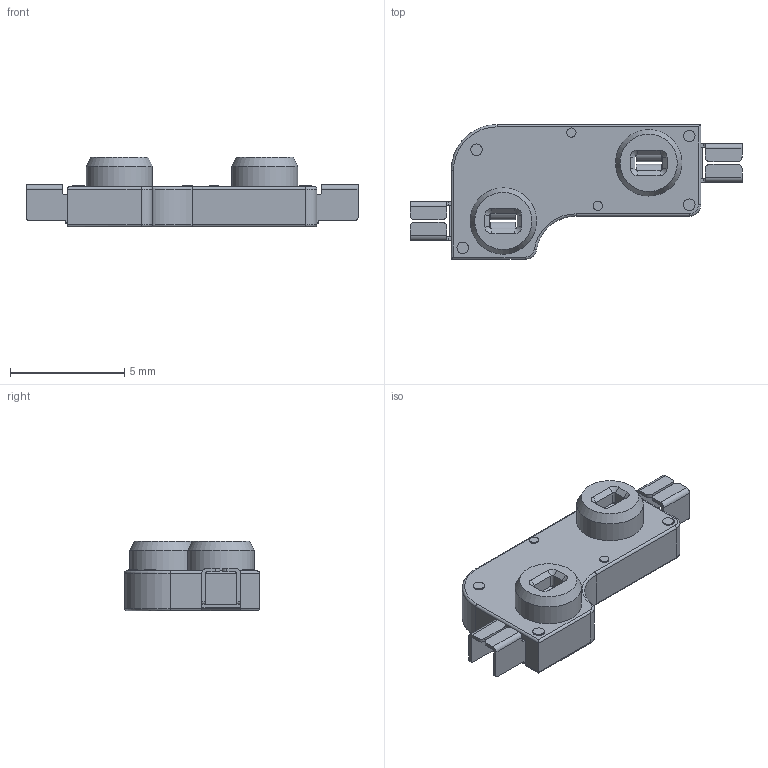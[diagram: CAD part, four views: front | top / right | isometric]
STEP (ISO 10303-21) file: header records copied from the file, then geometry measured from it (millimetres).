
FILE_DESCRIPTION(('FreeCAD Model'),'2;1');
FILE_NAME('Open CASCADE Shape Model','2023-05-26T10:58:58',(''),(''), 'Open CASCADE STEP processor 7.6','FreeCAD','Unknown');
FILE_SCHEMA(('AUTOMOTIVE_DESIGN { 1 0 10303 214 1 1 1 1 }'));
Length unit declared in the file: millimetre
Products named in the file (12): mx; mx_body; contact; contact_a; contact_a1; contact_a2; contact_b; contact001; contact_a001; contact_a003; contact_a004; contact_b001
Assembly tree (11 placements, depth 4):
  mx
    mx_body
    contact
      contact_a
        contact_a1
        contact_a2
      contact_b
    contact001
      contact_a001
        contact_a003
        contact_a004
      contact_b001
Bounding box: 14.5 x 5.89 x 3.05 mm (x, y, z)
Volume: 95.2 mm3; surface area: 310.6 mm2
Topology: 7 solids, 7 shells, 245 faces, 623 edges, 398 vertices
Faces by surface type: plane 147, cylinder 80, cone 10, torus 8
Full cylindrical faces by diameter (mm): 0.4 x2, 0.5 x4, 2.9 x2
Entity records: 7615 total; most frequent: DIRECTION 1313, CARTESIAN_POINT 1278, ORIENTED_EDGE 1246, EDGE_CURVE 623, LINE 447, VECTOR 447, AXIS2_PLACEMENT_3D 433, VERTEX_POINT 398
